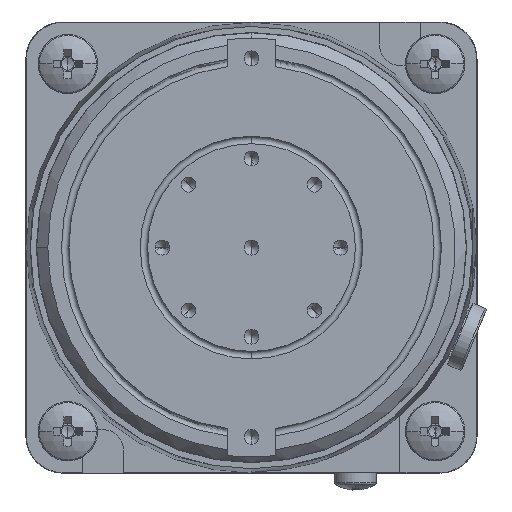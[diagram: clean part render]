
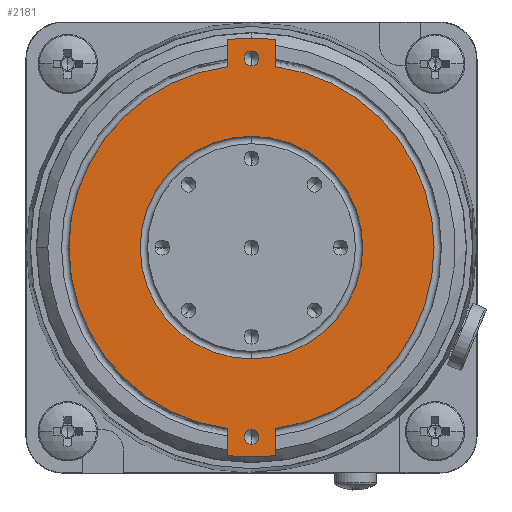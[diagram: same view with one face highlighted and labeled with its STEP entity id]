
A CAD part, left-side view. The second image highlights one B-rep face of the part: STEP entity #2181.
In plain terms, the highlighted planar face has unit normal (-1, 0, 0).
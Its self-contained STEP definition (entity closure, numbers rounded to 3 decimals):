
#40=CARTESIAN_POINT('',(-74.75,0.,0.));
#41=DIRECTION('',(1.,0.,0.));
#42=DIRECTION('',(0.,0.115,0.993));
#43=AXIS2_PLACEMENT_3D('',#40,#41,#42);
#45=CARTESIAN_POINT('',(-74.75,0.,0.));
#46=DIRECTION('',(1.,0.,0.));
#47=DIRECTION('',(0.,0.,1.));
#48=AXIS2_PLACEMENT_3D('',#45,#46,#47);
#50=CARTESIAN_POINT('',(-74.75,0.,0.));
#51=DIRECTION('',(1.,0.,0.));
#52=DIRECTION('',(0.,-0.132,0.991));
#53=AXIS2_PLACEMENT_3D('',#50,#51,#52);
#55=CARTESIAN_POINT('',(-74.75,0.,0.));
#56=DIRECTION('',(1.,0.,0.));
#57=DIRECTION('',(0.,-1.,0.));
#58=AXIS2_PLACEMENT_3D('',#55,#56,#57);
#60=CARTESIAN_POINT('',(-74.75,0.,0.));
#61=DIRECTION('',(1.,0.,0.));
#62=DIRECTION('',(0.,-0.115,-0.993));
#63=AXIS2_PLACEMENT_3D('',#60,#61,#62);
#65=CARTESIAN_POINT('',(-74.75,0.,0.));
#66=DIRECTION('',(1.,0.,0.));
#67=DIRECTION('',(0.,0.,-1.));
#68=AXIS2_PLACEMENT_3D('',#65,#66,#67);
#70=CARTESIAN_POINT('',(-74.75,0.,0.));
#71=DIRECTION('',(1.,0.,0.));
#72=DIRECTION('',(0.,0.132,-0.991));
#73=AXIS2_PLACEMENT_3D('',#70,#71,#72);
#75=CARTESIAN_POINT('',(-74.75,0.,0.));
#76=DIRECTION('',(1.,0.,0.));
#77=DIRECTION('',(0.,1.,0.));
#78=AXIS2_PLACEMENT_3D('',#75,#76,#77);
#80=CARTESIAN_POINT('',(-74.75,0.,0.));
#81=DIRECTION('',(-1.,0.,0.));
#82=DIRECTION('',(0.,1.,0.));
#83=AXIS2_PLACEMENT_3D('',#80,#81,#82);
#85=CARTESIAN_POINT('',(-74.75,0.,0.));
#86=DIRECTION('',(-1.,0.,0.));
#87=DIRECTION('',(0.,-1.,0.));
#88=AXIS2_PLACEMENT_3D('',#85,#86,#87);
#90=CARTESIAN_POINT('',(-74.75,0.,-25.5));
#91=DIRECTION('',(-1.,0.,0.));
#92=DIRECTION('',(0.,0.,-1.));
#93=AXIS2_PLACEMENT_3D('',#90,#91,#92);
#95=CARTESIAN_POINT('',(-74.75,0.,-25.5));
#96=DIRECTION('',(-1.,0.,0.));
#97=DIRECTION('',(0.,0.,1.));
#98=AXIS2_PLACEMENT_3D('',#95,#96,#97);
#100=CARTESIAN_POINT('',(-74.75,0.,25.5));
#101=DIRECTION('',(-1.,0.,0.));
#102=DIRECTION('',(0.,0.,-1.));
#103=AXIS2_PLACEMENT_3D('',#100,#101,#102);
#105=CARTESIAN_POINT('',(-74.75,0.,25.5));
#106=DIRECTION('',(-1.,0.,0.));
#107=DIRECTION('',(0.,0.,1.));
#108=AXIS2_PLACEMENT_3D('',#105,#106,#107);
#1302=DIRECTION('',(0.,0.,-1.));
#1303=VECTOR('',#1302,2.619);
#1304=CARTESIAN_POINT('',(-74.75,3.25,-25.393));
#1305=LINE('',#1304,#1303);
#1348=DIRECTION('',(0.,0.,-1.));
#1349=VECTOR('',#1348,1.008);
#1350=CARTESIAN_POINT('',(-74.75,3.25,-24.384));
#1351=LINE('',#1350,#1349);
#1352=DIRECTION('',(0.,0.,-1.));
#1353=VECTOR('',#1352,1.008);
#1354=CARTESIAN_POINT('',(-74.75,3.25,25.393));
#1355=LINE('',#1354,#1353);
#1356=DIRECTION('',(0.,0.,-1.));
#1357=VECTOR('',#1356,2.619);
#1358=CARTESIAN_POINT('',(-74.75,3.25,28.012));
#1359=LINE('',#1358,#1357);
#1360=DIRECTION('',(0.,0.,1.));
#1361=VECTOR('',#1360,2.619);
#1362=CARTESIAN_POINT('',(-74.75,-3.25,-28.012));
#1363=LINE('',#1362,#1361);
#1410=DIRECTION('',(0.,0.,1.));
#1411=VECTOR('',#1410,1.008);
#1412=CARTESIAN_POINT('',(-74.75,-3.25,-25.393));
#1413=LINE('',#1412,#1411);
#1414=DIRECTION('',(0.,0.,1.));
#1415=VECTOR('',#1414,1.008);
#1416=CARTESIAN_POINT('',(-74.75,-3.25,24.384));
#1417=LINE('',#1416,#1415);
#1429=DIRECTION('',(0.,0.,1.));
#1430=VECTOR('',#1429,2.619);
#1431=CARTESIAN_POINT('',(-74.75,-3.25,25.393));
#1432=LINE('',#1431,#1430);
#1686=CARTESIAN_POINT('',(-74.75,3.25,28.012));
#1687=CARTESIAN_POINT('',(-74.75,0.,28.2));
#1688=VERTEX_POINT('',#1686);
#1689=VERTEX_POINT('',#1687);
#1694=CARTESIAN_POINT('',(-74.75,-3.25,28.012));
#1695=VERTEX_POINT('',#1694);
#1696=CARTESIAN_POINT('',(-74.75,-3.25,25.393));
#1697=VERTEX_POINT('',#1696);
#1698=CARTESIAN_POINT('',(-74.75,-3.25,24.384));
#1699=VERTEX_POINT('',#1698);
#1700=CARTESIAN_POINT('',(-74.75,-24.6,0.));
#1701=VERTEX_POINT('',#1700);
#1702=CARTESIAN_POINT('',(-74.75,-3.25,-24.384));
#1703=VERTEX_POINT('',#1702);
#1704=CARTESIAN_POINT('',(-74.75,-3.25,-25.393));
#1705=VERTEX_POINT('',#1704);
#1706=CARTESIAN_POINT('',(-74.75,-3.25,-28.012));
#1707=VERTEX_POINT('',#1706);
#1708=CARTESIAN_POINT('',(-74.75,0.,-28.2));
#1709=VERTEX_POINT('',#1708);
#1710=CARTESIAN_POINT('',(-74.75,3.25,-28.012));
#1711=VERTEX_POINT('',#1710);
#1712=CARTESIAN_POINT('',(-74.75,3.25,-25.393));
#1713=VERTEX_POINT('',#1712);
#1714=CARTESIAN_POINT('',(-74.75,3.25,-24.384));
#1715=VERTEX_POINT('',#1714);
#1716=CARTESIAN_POINT('',(-74.75,24.6,0.));
#1717=VERTEX_POINT('',#1716);
#1718=CARTESIAN_POINT('',(-74.75,3.25,24.384));
#1719=VERTEX_POINT('',#1718);
#1720=CARTESIAN_POINT('',(-74.75,3.25,25.393));
#1721=VERTEX_POINT('',#1720);
#1722=CARTESIAN_POINT('',(-74.75,15.,0.));
#1723=CARTESIAN_POINT('',(-74.75,-15.,0.));
#1724=VERTEX_POINT('',#1722);
#1725=VERTEX_POINT('',#1723);
#1726=CARTESIAN_POINT('',(-74.75,0.,-26.5));
#1727=CARTESIAN_POINT('',(-74.75,0.,-24.5));
#1728=VERTEX_POINT('',#1726);
#1729=VERTEX_POINT('',#1727);
#1730=CARTESIAN_POINT('',(-74.75,0.,24.5));
#1731=CARTESIAN_POINT('',(-74.75,0.,26.5));
#1732=VERTEX_POINT('',#1730);
#1733=VERTEX_POINT('',#1731);
#2125=CARTESIAN_POINT('',(-74.75,0.,0.));
#2126=DIRECTION('',(-1.,0.,0.));
#2127=DIRECTION('',(0.,1.,0.));
#2128=AXIS2_PLACEMENT_3D('',#2125,#2126,#2127);
#2129=PLANE('',#2128);
#2130=ORIENTED_EDGE('',*,*,#2111,.T.);
#2132=ORIENTED_EDGE('',*,*,#2131,.T.);
#2134=ORIENTED_EDGE('',*,*,#2133,.F.);
#2136=ORIENTED_EDGE('',*,*,#2135,.F.);
#2138=ORIENTED_EDGE('',*,*,#2137,.T.);
#2140=ORIENTED_EDGE('',*,*,#2139,.T.);
#2142=ORIENTED_EDGE('',*,*,#2141,.F.);
#2144=ORIENTED_EDGE('',*,*,#2143,.F.);
#2146=ORIENTED_EDGE('',*,*,#2145,.T.);
#2148=ORIENTED_EDGE('',*,*,#2147,.T.);
#2150=ORIENTED_EDGE('',*,*,#2149,.F.);
#2152=ORIENTED_EDGE('',*,*,#2151,.F.);
#2154=ORIENTED_EDGE('',*,*,#2153,.T.);
#2156=ORIENTED_EDGE('',*,*,#2155,.T.);
#2158=ORIENTED_EDGE('',*,*,#2157,.F.);
#2160=ORIENTED_EDGE('',*,*,#2159,.F.);
#2161=EDGE_LOOP('',(#2130,#2132,#2134,#2136,#2138,#2140,#2142,#2144,#2146,#2148,
#2150,#2152,#2154,#2156,#2158,#2160));
#2162=FACE_OUTER_BOUND('',#2161,.F.);
#2164=ORIENTED_EDGE('',*,*,#2163,.T.);
#2166=ORIENTED_EDGE('',*,*,#2165,.T.);
#2167=EDGE_LOOP('',(#2164,#2166));
#2168=FACE_BOUND('',#2167,.F.);
#2170=ORIENTED_EDGE('',*,*,#2169,.T.);
#2172=ORIENTED_EDGE('',*,*,#2171,.T.);
#2173=EDGE_LOOP('',(#2170,#2172));
#2174=FACE_BOUND('',#2173,.F.);
#2176=ORIENTED_EDGE('',*,*,#2175,.T.);
#2178=ORIENTED_EDGE('',*,*,#2177,.T.);
#2179=EDGE_LOOP('',(#2176,#2178));
#2180=FACE_BOUND('',#2179,.F.);
#2181=ADVANCED_FACE('',(#2162,#2168,#2174,#2180),#2129,.T.);
#44=CIRCLE('',#43,28.2);
#49=CIRCLE('',#48,28.2);
#54=CIRCLE('',#53,24.6);
#59=CIRCLE('',#58,24.6);
#64=CIRCLE('',#63,28.2);
#69=CIRCLE('',#68,28.2);
#74=CIRCLE('',#73,24.6);
#79=CIRCLE('',#78,24.6);
#84=CIRCLE('',#83,15.);
#89=CIRCLE('',#88,15.);
#94=CIRCLE('',#93,1.);
#99=CIRCLE('',#98,1.);
#104=CIRCLE('',#103,1.);
#109=CIRCLE('',#108,1.);
#2111=EDGE_CURVE('',#1688,#1689,#44,.T.);
#2131=EDGE_CURVE('',#1689,#1695,#49,.T.);
#2133=EDGE_CURVE('',#1697,#1695,#1432,.T.);
#2135=EDGE_CURVE('',#1699,#1697,#1417,.T.);
#2137=EDGE_CURVE('',#1699,#1701,#54,.T.);
#2139=EDGE_CURVE('',#1701,#1703,#59,.T.);
#2141=EDGE_CURVE('',#1705,#1703,#1413,.T.);
#2143=EDGE_CURVE('',#1707,#1705,#1363,.T.);
#2145=EDGE_CURVE('',#1707,#1709,#64,.T.);
#2147=EDGE_CURVE('',#1709,#1711,#69,.T.);
#2149=EDGE_CURVE('',#1713,#1711,#1305,.T.);
#2151=EDGE_CURVE('',#1715,#1713,#1351,.T.);
#2153=EDGE_CURVE('',#1715,#1717,#74,.T.);
#2155=EDGE_CURVE('',#1717,#1719,#79,.T.);
#2157=EDGE_CURVE('',#1721,#1719,#1355,.T.);
#2159=EDGE_CURVE('',#1688,#1721,#1359,.T.);
#2163=EDGE_CURVE('',#1724,#1725,#84,.T.);
#2165=EDGE_CURVE('',#1725,#1724,#89,.T.);
#2169=EDGE_CURVE('',#1728,#1729,#94,.T.);
#2171=EDGE_CURVE('',#1729,#1728,#99,.T.);
#2175=EDGE_CURVE('',#1732,#1733,#104,.T.);
#2177=EDGE_CURVE('',#1733,#1732,#109,.T.);
